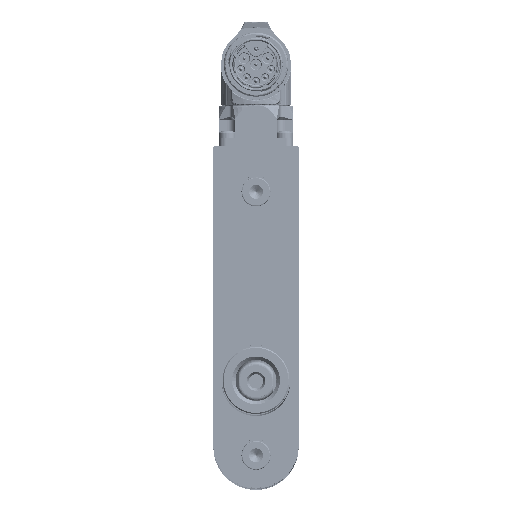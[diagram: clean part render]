
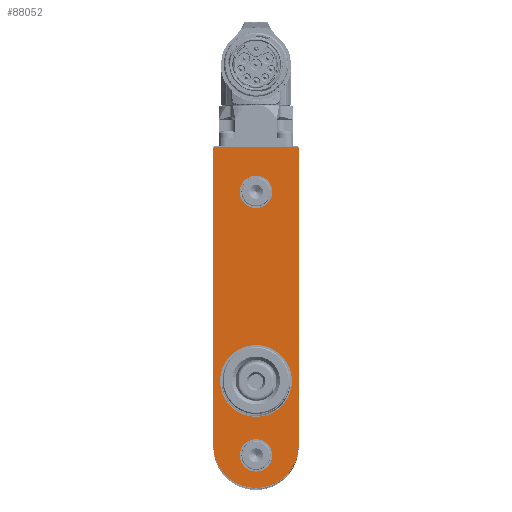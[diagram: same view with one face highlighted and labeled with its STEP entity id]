
A CAD part, top view. The second image highlights one B-rep face of the part: STEP entity #88052.
In plain terms, the highlighted face is planar.
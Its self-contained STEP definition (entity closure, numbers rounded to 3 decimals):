
#496 = VERTEX_POINT ( 'NONE', #66709 ) ;
#1878 = DIRECTION ( 'NONE',  ( 0., -1., 0. ) ) ;
#1885 = AXIS2_PLACEMENT_3D ( 'NONE', #85393, #114514, #55659 ) ;
#1998 = ORIENTED_EDGE ( 'NONE', *, *, #69208, .T. ) ;
#4757 = ORIENTED_EDGE ( 'NONE', *, *, #53784, .F. ) ;
#5454 = DIRECTION ( 'NONE',  ( 0., 0., -1. ) ) ;
#5754 = VERTEX_POINT ( 'NONE', #52680 ) ;
#6061 = CIRCLE ( 'NONE', #1885, 0.5 ) ;
#7123 = CARTESIAN_POINT ( 'NONE',  ( 12., 0., 0. ) ) ;
#11824 = CARTESIAN_POINT ( 'NONE',  ( 0., 13., 0. ) ) ;
#12004 = DIRECTION ( 'NONE',  ( 1., 0., 0. ) ) ;
#12640 = EDGE_CURVE ( 'NONE', #5754, #90218, #52191, .T. ) ;
#12759 = DIRECTION ( 'NONE',  ( 0., 0., -1. ) ) ;
#14612 = CIRCLE ( 'NONE', #101511, 4.75 ) ;
#15331 = DIRECTION ( 'NONE',  ( 0., 1., 0. ) ) ;
#15565 = EDGE_CURVE ( 'NONE', #49050, #49050, #29715, .T. ) ;
#16379 = EDGE_LOOP ( 'NONE', ( #29269 ) ) ;
#17587 = ORIENTED_EDGE ( 'NONE', *, *, #86364, .F. ) ;
#19573 = VERTEX_POINT ( 'NONE', #31801 ) ;
#20364 = DIRECTION ( 'NONE',  ( -1., 0., 0. ) ) ;
#20471 = CARTESIAN_POINT ( 'NONE',  ( -10.5, 68.25, 0. ) ) ;
#20685 = FACE_BOUND ( 'NONE', #87694, .T. ) ;
#21713 = VERTEX_POINT ( 'NONE', #100665 ) ;
#23270 = CARTESIAN_POINT ( 'NONE',  ( -4.75, 90., 0. ) ) ;
#27562 = EDGE_CURVE ( 'NONE', #91655, #91655, #14612, .T. ) ;
#27799 = CARTESIAN_POINT ( 'NONE',  ( 12.5, 0.5, 0. ) ) ;
#28694 = CARTESIAN_POINT ( 'NONE',  ( 0., 87., 0. ) ) ;
#29269 = ORIENTED_EDGE ( 'NONE', *, *, #15565, .F. ) ;
#29715 = CIRCLE ( 'NONE', #40118, 10.5 ) ;
#31400 = CARTESIAN_POINT ( 'NONE',  ( 0., 90., 0. ) ) ;
#31717 = CARTESIAN_POINT ( 'NONE',  ( 0., 87., 0. ) ) ;
#31801 = CARTESIAN_POINT ( 'NONE',  ( 12.5, 87., 0. ) ) ;
#32117 = CARTESIAN_POINT ( 'NONE',  ( -12.5, 0., 0. ) ) ;
#32442 = EDGE_CURVE ( 'NONE', #19573, #21713, #56595, .T. ) ;
#33581 = EDGE_LOOP ( 'NONE', ( #17587 ) ) ;
#34946 = VERTEX_POINT ( 'NONE', #27799 ) ;
#35807 = ORIENTED_EDGE ( 'NONE', *, *, #50589, .T. ) ;
#40118 = AXIS2_PLACEMENT_3D ( 'NONE', #64407, #5454, #45073 ) ;
#40222 = LINE ( 'NONE', #100991, #41496 ) ;
#41249 = VECTOR ( 'NONE', #15331, 1000. ) ;
#41496 = VECTOR ( 'NONE', #1878, 1000. ) ;
#41779 = DIRECTION ( 'NONE',  ( 0., 0., -1. ) ) ;
#42622 = CARTESIAN_POINT ( 'NONE',  ( -12., 0.5, 0. ) ) ;
#42746 = DIRECTION ( 'NONE',  ( 0., 0., -1. ) ) ;
#45073 = DIRECTION ( 'NONE',  ( -1., 0., 0. ) ) ;
#49050 = VERTEX_POINT ( 'NONE', #20471 ) ;
#49249 = CIRCLE ( 'NONE', #121547, 0.5 ) ;
#50589 = EDGE_CURVE ( 'NONE', #5754, #496, #49249, .T. ) ;
#51146 = PLANE ( 'NONE',  #106894 ) ;
#52191 = LINE ( 'NONE', #32117, #101921 ) ;
#52680 = CARTESIAN_POINT ( 'NONE',  ( -12., 0., 0. ) ) ;
#53171 = CIRCLE ( 'NONE', #67623, 4.75 ) ;
#53784 = EDGE_CURVE ( 'NONE', #21713, #496, #40222, .T. ) ;
#55659 = DIRECTION ( 'NONE',  ( -1., 0., 0. ) ) ;
#56595 = CIRCLE ( 'NONE', #68905, 12.5 ) ;
#57834 = DIRECTION ( 'NONE',  ( 0., 0., 1. ) ) ;
#61973 = DIRECTION ( 'NONE',  ( -1., 0., 0. ) ) ;
#62846 = ORIENTED_EDGE ( 'NONE', *, *, #27562, .F. ) ;
#64407 = CARTESIAN_POINT ( 'NONE',  ( 0., 68.25, 0. ) ) ;
#65326 = VERTEX_POINT ( 'NONE', #23270 ) ;
#66709 = CARTESIAN_POINT ( 'NONE',  ( -12.5, 0.5, 0. ) ) ;
#67623 = AXIS2_PLACEMENT_3D ( 'NONE', #31400, #41779, #20364 ) ;
#68905 = AXIS2_PLACEMENT_3D ( 'NONE', #28694, #57834, #126440 ) ;
#69208 = EDGE_CURVE ( 'NONE', #34946, #90218, #6061, .T. ) ;
#69544 = EDGE_CURVE ( 'NONE', #34946, #19573, #84600, .T. ) ;
#70505 = FACE_BOUND ( 'NONE', #16379, .T. ) ;
#74780 = ORIENTED_EDGE ( 'NONE', *, *, #12640, .F. ) ;
#78893 = ORIENTED_EDGE ( 'NONE', *, *, #32442, .F. ) ;
#79149 = DIRECTION ( 'NONE',  ( 0., 0., -1. ) ) ;
#80852 = DIRECTION ( 'NONE',  ( -1., 0., 0. ) ) ;
#84600 = LINE ( 'NONE', #104021, #41249 ) ;
#85393 = CARTESIAN_POINT ( 'NONE',  ( 12., 0.5, 0. ) ) ;
#86364 = EDGE_CURVE ( 'NONE', #65326, #65326, #53171, .T. ) ;
#87694 = EDGE_LOOP ( 'NONE', ( #62846 ) ) ;
#88052 = ADVANCED_FACE ( 'NONE', ( #70505, #20685, #110629, #119711 ), #51146, .T. ) ;
#90218 = VERTEX_POINT ( 'NONE', #7123 ) ;
#91455 = DIRECTION ( 'NONE',  ( -1., 0., 0. ) ) ;
#91655 = VERTEX_POINT ( 'NONE', #122061 ) ;
#100665 = CARTESIAN_POINT ( 'NONE',  ( -12.5, 87., 0. ) ) ;
#100991 = CARTESIAN_POINT ( 'NONE',  ( -12.5, 0., 0. ) ) ;
#101511 = AXIS2_PLACEMENT_3D ( 'NONE', #11824, #79149, #91455 ) ;
#101921 = VECTOR ( 'NONE', #12004, 1000. ) ;
#104021 = CARTESIAN_POINT ( 'NONE',  ( 12.5, 0., 0. ) ) ;
#106894 = AXIS2_PLACEMENT_3D ( 'NONE', #31717, #42746, #80852 ) ;
#110629 = FACE_BOUND ( 'NONE', #33581, .T. ) ;
#110665 = ORIENTED_EDGE ( 'NONE', *, *, #69544, .F. ) ;
#114514 = DIRECTION ( 'NONE',  ( 0., 0., -1. ) ) ;
#118997 = EDGE_LOOP ( 'NONE', ( #110665, #1998, #74780, #35807, #4757, #78893 ) ) ;
#119711 = FACE_OUTER_BOUND ( 'NONE', #118997, .T. ) ;
#121547 = AXIS2_PLACEMENT_3D ( 'NONE', #42622, #12759, #61973 ) ;
#122061 = CARTESIAN_POINT ( 'NONE',  ( -4.75, 13., 0. ) ) ;
#126440 = DIRECTION ( 'NONE',  ( -1., 0., 0. ) ) ;
